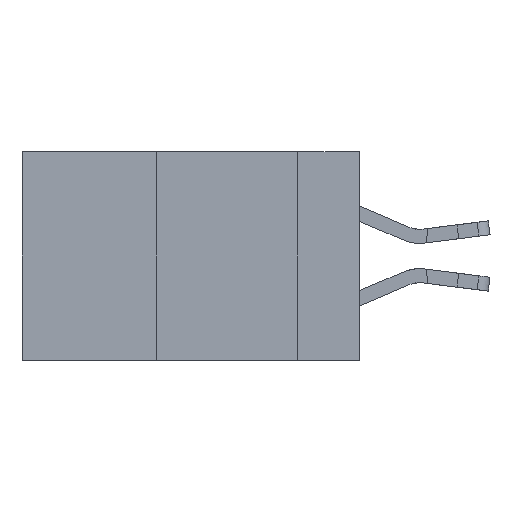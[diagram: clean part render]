
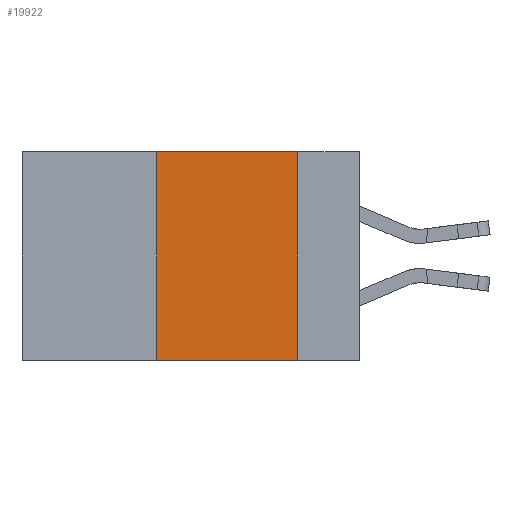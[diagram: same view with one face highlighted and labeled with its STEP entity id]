
A CAD part, left-side view. The second image highlights one B-rep face of the part: STEP entity #19922.
In plain terms, the highlighted planar face has unit normal (-1, 0, 0).
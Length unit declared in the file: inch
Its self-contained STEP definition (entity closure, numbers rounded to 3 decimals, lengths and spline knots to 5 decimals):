
#2246 = DIRECTION ( 'NONE',  ( 0., 0., -1. ) ) ;
#2611 = CARTESIAN_POINT ( 'NONE',  ( 0., 0.11, 0. ) ) ;
#3301 = DIRECTION ( 'NONE',  ( 0., 0., 1. ) ) ;
#4464 = VERTEX_POINT ( 'NONE', #27560 ) ;
#5227 = EDGE_CURVE ( 'NONE', #20982, #4464, #24824, .T. ) ;
#6909 = CARTESIAN_POINT ( 'NONE',  ( 0., 0.6, -0.37 ) ) ;
#7281 = ORIENTED_EDGE ( 'NONE', *, *, #12692, .F. ) ;
#8096 = VERTEX_POINT ( 'NONE', #21138 ) ;
#8121 = EDGE_CURVE ( 'NONE', #8096, #17742, #25901, .T. ) ;
#8917 = LINE ( 'NONE', #15703, #23299 ) ;
#10688 = CARTESIAN_POINT ( 'NONE',  ( 0., 0.6, 0. ) ) ;
#10987 = EDGE_LOOP ( 'NONE', ( #7281, #25581, #14966, #12136 ) ) ;
#12136 = ORIENTED_EDGE ( 'NONE', *, *, #5227, .T. ) ;
#12627 = PLANE ( 'NONE',  #13606 ) ;
#12692 = EDGE_CURVE ( 'NONE', #17742, #4464, #8917, .T. ) ;
#13326 = VECTOR ( 'NONE', #3301, 39.37008 ) ;
#13606 = AXIS2_PLACEMENT_3D ( 'NONE', #10688, #26290, #26433 ) ;
#14966 = ORIENTED_EDGE ( 'NONE', *, *, #26202, .F. ) ;
#15703 = CARTESIAN_POINT ( 'NONE',  ( 0., 0.11, 0. ) ) ;
#15902 = DIRECTION ( 'NONE',  ( 0., -1., 0. ) ) ;
#16104 = VECTOR ( 'NONE', #15902, 39.37008 ) ;
#16367 = CARTESIAN_POINT ( 'NONE',  ( 0., 0.36, -0.37 ) ) ;
#17742 = VERTEX_POINT ( 'NONE', #2611 ) ;
#18696 = CARTESIAN_POINT ( 'NONE',  ( 0., 0.36, 0. ) ) ;
#19582 = FACE_OUTER_BOUND ( 'NONE', #10987, .T. ) ;
#19922 = ADVANCED_FACE ( 'NONE', ( #19582 ), #12627, .F. ) ;
#20982 = VERTEX_POINT ( 'NONE', #16367 ) ;
#21138 = CARTESIAN_POINT ( 'NONE',  ( 0., 0.36, 0. ) ) ;
#21781 = VECTOR ( 'NONE', #28145, 39.37008 ) ;
#23299 = VECTOR ( 'NONE', #2246, 39.37008 ) ;
#23593 = LINE ( 'NONE', #18696, #13326 ) ;
#23815 = CARTESIAN_POINT ( 'NONE',  ( 0., 0.6, 0. ) ) ;
#24824 = LINE ( 'NONE', #6909, #16104 ) ;
#25581 = ORIENTED_EDGE ( 'NONE', *, *, #8121, .F. ) ;
#25901 = LINE ( 'NONE', #23815, #21781 ) ;
#26202 = EDGE_CURVE ( 'NONE', #20982, #8096, #23593, .T. ) ;
#26290 = DIRECTION ( 'NONE',  ( 1., 0., 0. ) ) ;
#26433 = DIRECTION ( 'NONE',  ( 0., 0., -1. ) ) ;
#27560 = CARTESIAN_POINT ( 'NONE',  ( 0., 0.11, -0.37 ) ) ;
#28145 = DIRECTION ( 'NONE',  ( 0., -1., 0. ) ) ;
